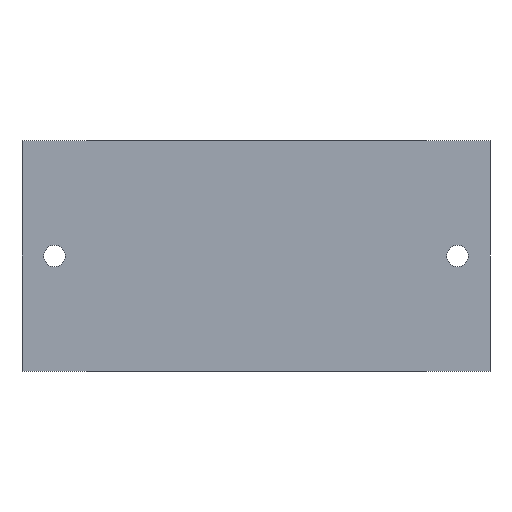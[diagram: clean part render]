
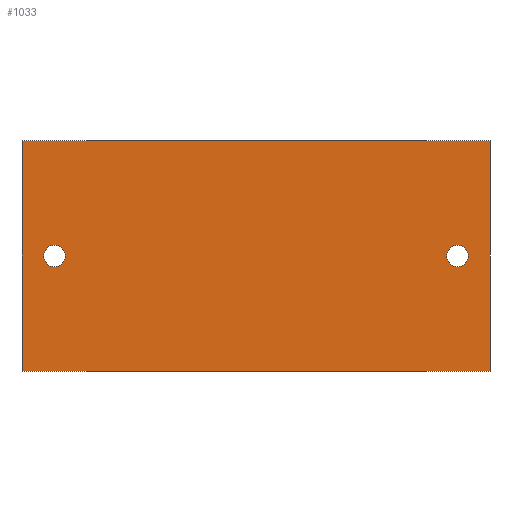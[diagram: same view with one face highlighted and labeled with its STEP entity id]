
A CAD part, front view. The second image highlights one B-rep face of the part: STEP entity #1033.
In plain terms, the highlighted planar face has unit normal (0, -1, 0).
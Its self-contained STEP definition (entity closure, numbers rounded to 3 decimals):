
#14=CIRCLE('',#1098,1.5);
#16=CIRCLE('',#1101,1.5);
#30=FACE_BOUND('',#111,.T.);
#31=FACE_BOUND('',#112,.T.);
#51=FACE_OUTER_BOUND('',#110,.T.);
#110=EDGE_LOOP('',(#760,#761,#762,#763));
#111=EDGE_LOOP('',(#764));
#112=EDGE_LOOP('',(#765));
#188=LINE('',#1491,#329);
#190=LINE('',#1495,#331);
#192=LINE('',#1499,#333);
#194=LINE('',#1502,#335);
#329=VECTOR('',#1219,10.);
#331=VECTOR('',#1223,10.);
#333=VECTOR('',#1227,10.);
#335=VECTOR('',#1231,10.);
#452=VERTEX_POINT('',#1461);
#454=VERTEX_POINT('',#1467);
#463=VERTEX_POINT('',#1488);
#464=VERTEX_POINT('',#1490);
#465=VERTEX_POINT('',#1494);
#466=VERTEX_POINT('',#1498);
#557=EDGE_CURVE('',#452,#452,#14,.T.);
#560=EDGE_CURVE('',#454,#454,#16,.T.);
#570=EDGE_CURVE('',#464,#463,#188,.T.);
#572=EDGE_CURVE('',#465,#464,#190,.T.);
#574=EDGE_CURVE('',#466,#465,#192,.T.);
#576=EDGE_CURVE('',#463,#466,#194,.T.);
#760=ORIENTED_EDGE('',*,*,#576,.T.);
#761=ORIENTED_EDGE('',*,*,#574,.T.);
#762=ORIENTED_EDGE('',*,*,#572,.T.);
#763=ORIENTED_EDGE('',*,*,#570,.T.);
#764=ORIENTED_EDGE('',*,*,#557,.T.);
#765=ORIENTED_EDGE('',*,*,#560,.T.);
#979=PLANE('',#1107);
#1033=ADVANCED_FACE('',(#51,#30,#31),#979,.T.);
#1098=AXIS2_PLACEMENT_3D('',#1463,#1197,#1198);
#1101=AXIS2_PLACEMENT_3D('',#1469,#1204,#1205);
#1107=AXIS2_PLACEMENT_3D('',#1503,#1232,#1233);
#1197=DIRECTION('center_axis',(0.,1.,0.));
#1198=DIRECTION('ref_axis',(-1.,0.,0.));
#1204=DIRECTION('center_axis',(0.,1.,0.));
#1205=DIRECTION('ref_axis',(-1.,0.,0.));
#1219=DIRECTION('',(0.,0.,1.));
#1223=DIRECTION('',(1.,0.,0.));
#1227=DIRECTION('',(0.,0.,-1.));
#1231=DIRECTION('',(-1.,0.,0.));
#1232=DIRECTION('center_axis',(0.,-1.,0.));
#1233=DIRECTION('ref_axis',(0.,0.,-1.));
#1461=CARTESIAN_POINT('',(-8.73,-6.,-11.9));
#1463=CARTESIAN_POINT('Origin',(-10.23,-6.,-11.9));
#1467=CARTESIAN_POINT('',(47.27,-6.,-11.9));
#1469=CARTESIAN_POINT('Origin',(45.77,-6.,-11.9));
#1488=CARTESIAN_POINT('',(50.27,-6.,4.1));
#1490=CARTESIAN_POINT('',(50.27,-6.,-27.9));
#1491=CARTESIAN_POINT('',(50.27,-6.,4.1));
#1494=CARTESIAN_POINT('',(-14.73,-6.,-27.9));
#1495=CARTESIAN_POINT('',(50.27,-6.,-27.9));
#1498=CARTESIAN_POINT('',(-14.73,-6.,4.1));
#1499=CARTESIAN_POINT('',(-14.73,-6.,-27.9));
#1502=CARTESIAN_POINT('',(-14.73,-6.,4.1));
#1503=CARTESIAN_POINT('Origin',(17.77,-6.,-11.9));
